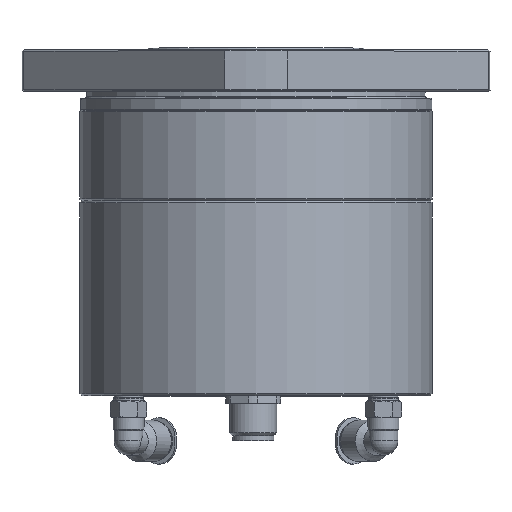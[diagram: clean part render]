
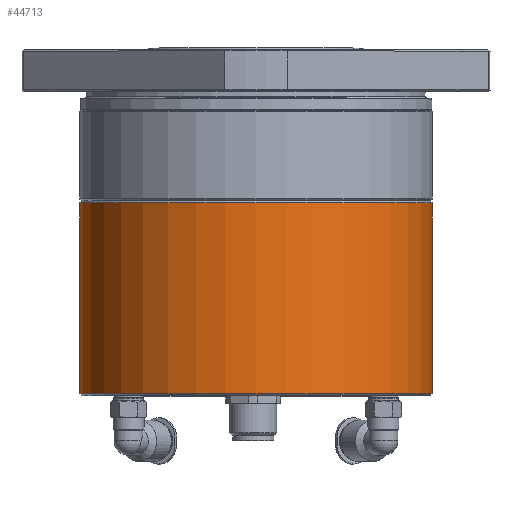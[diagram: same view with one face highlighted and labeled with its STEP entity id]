
A CAD part, top view. The second image highlights one B-rep face of the part: STEP entity #44713.
In plain terms, the highlighted cylindrical face has radius 44.9 mm (diameter 89.8 mm), a full revolution.
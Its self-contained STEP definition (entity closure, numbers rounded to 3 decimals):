
#8947 = CYLINDRICAL_SURFACE ( 'NONE', #125668, 44.9 ) ;
#19565 = FACE_OUTER_BOUND ( 'NONE', #114512, .T. ) ;
#21793 = ORIENTED_EDGE ( 'NONE', *, *, #34261, .T. ) ;
#23941 = DIRECTION ( 'NONE',  ( 0., 1., 0. ) ) ;
#27116 = ORIENTED_EDGE ( 'NONE', *, *, #123998, .T. ) ;
#28118 = CARTESIAN_POINT ( 'NONE',  ( 0., -80.7, -44.9 ) ) ;
#34261 = EDGE_CURVE ( 'NONE', #45472, #45472, #111575, .T. ) ;
#35289 = DIRECTION ( 'NONE',  ( 0., 0., -1. ) ) ;
#38279 = CIRCLE ( 'NONE', #141555, 44.9 ) ;
#44713 = ADVANCED_FACE ( 'NONE', ( #102678, #19565 ), #8947, .T. ) ;
#45472 = VERTEX_POINT ( 'NONE', #56345 ) ;
#55035 = DIRECTION ( 'NONE',  ( 0., -1., 0. ) ) ;
#56345 = CARTESIAN_POINT ( 'NONE',  ( 0., -32., 44.9 ) ) ;
#69297 = CARTESIAN_POINT ( 'NONE',  ( 0., -80.7, 0. ) ) ;
#82428 = AXIS2_PLACEMENT_3D ( 'NONE', #109978, #55035, #87666 ) ;
#87666 = DIRECTION ( 'NONE',  ( 0., 0., 1. ) ) ;
#102678 = FACE_OUTER_BOUND ( 'NONE', #142365, .T. ) ;
#109978 = CARTESIAN_POINT ( 'NONE',  ( 0., -32., 0. ) ) ;
#111575 = CIRCLE ( 'NONE', #82428, 44.9 ) ;
#114512 = EDGE_LOOP ( 'NONE', ( #21793 ) ) ;
#118050 = DIRECTION ( 'NONE',  ( 0., 1., 0. ) ) ;
#123164 = VERTEX_POINT ( 'NONE', #28118 ) ;
#123998 = EDGE_CURVE ( 'NONE', #123164, #123164, #38279, .T. ) ;
#125668 = AXIS2_PLACEMENT_3D ( 'NONE', #139791, #118050, #127945 ) ;
#127945 = DIRECTION ( 'NONE',  ( 0., 0., 1. ) ) ;
#139791 = CARTESIAN_POINT ( 'NONE',  ( 0., 26.973, 0. ) ) ;
#141555 = AXIS2_PLACEMENT_3D ( 'NONE', #69297, #23941, #35289 ) ;
#142365 = EDGE_LOOP ( 'NONE', ( #27116 ) ) ;
